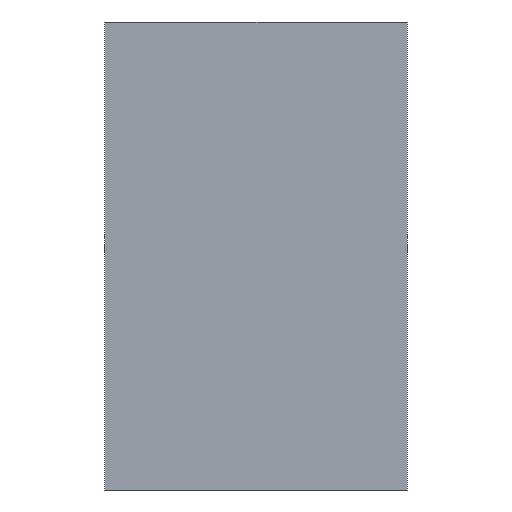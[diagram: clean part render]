
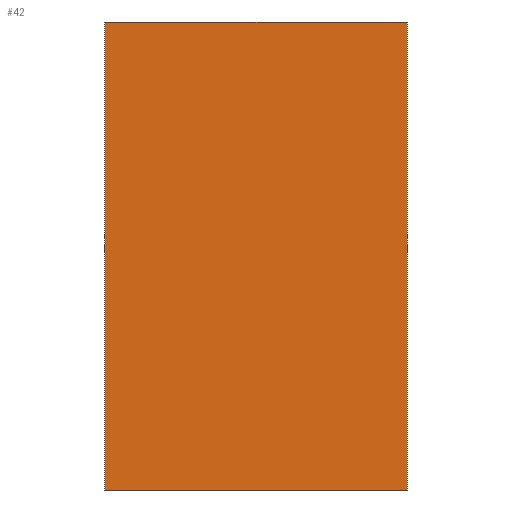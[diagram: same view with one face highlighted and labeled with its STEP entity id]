
A CAD part, left-side view. The second image highlights one B-rep face of the part: STEP entity #42.
In plain terms, the highlighted planar face has unit normal (-1, 0, 0).
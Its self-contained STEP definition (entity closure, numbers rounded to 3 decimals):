
#42 = ADVANCED_FACE( '', ( #88 ), #89, .F. );
#88 = FACE_OUTER_BOUND( '', #137, .T. );
#89 = PLANE( '', #138 );
#137 = EDGE_LOOP( '', ( #197, #198, #199, #200 ) );
#138 = AXIS2_PLACEMENT_3D( '', #201, #202, #203 );
#197 = ORIENTED_EDGE( '', *, *, #250, .T. );
#198 = ORIENTED_EDGE( '', *, *, #256, .F. );
#199 = ORIENTED_EDGE( '', *, *, #262, .F. );
#200 = ORIENTED_EDGE( '', *, *, #258, .T. );
#201 = CARTESIAN_POINT( '', ( -348., 31., 96. ) );
#202 = DIRECTION( '', ( 1., 0., 0. ) );
#203 = DIRECTION( '', ( 0., 0., -1. ) );
#250 = EDGE_CURVE( '', #282, #286, #288, .T. );
#256 = EDGE_CURVE( '', #295, #286, #297, .T. );
#258 = EDGE_CURVE( '', #299, #282, #300, .T. );
#262 = EDGE_CURVE( '', #299, #295, #305, .T. );
#282 = VERTEX_POINT( '', #328 );
#286 = VERTEX_POINT( '', #334 );
#288 = LINE( '', #337, #338 );
#295 = VERTEX_POINT( '', #346 );
#297 = LINE( '', #349, #350 );
#299 = VERTEX_POINT( '', #352 );
#300 = LINE( '', #353, #354 );
#305 = LINE( '', #361, #362 );
#328 = CARTESIAN_POINT( '', ( -348., 31., 0. ) );
#334 = CARTESIAN_POINT( '', ( -348., -31., 0. ) );
#337 = CARTESIAN_POINT( '', ( -348., 31., 0. ) );
#338 = VECTOR( '', #391, 1000. );
#346 = CARTESIAN_POINT( '', ( -348., -31., 96. ) );
#349 = CARTESIAN_POINT( '', ( -348., -31., 96. ) );
#350 = VECTOR( '', #397, 1000. );
#352 = CARTESIAN_POINT( '', ( -348., 31., 96. ) );
#353 = CARTESIAN_POINT( '', ( -348., 31., 96. ) );
#354 = VECTOR( '', #398, 1000. );
#361 = CARTESIAN_POINT( '', ( -348., 31., 96. ) );
#362 = VECTOR( '', #401, 1000. );
#391 = DIRECTION( '', ( 0., -1., 0. ) );
#397 = DIRECTION( '', ( 0., 0., -1. ) );
#398 = DIRECTION( '', ( 0., 0., -1. ) );
#401 = DIRECTION( '', ( 0., -1., 0. ) );
